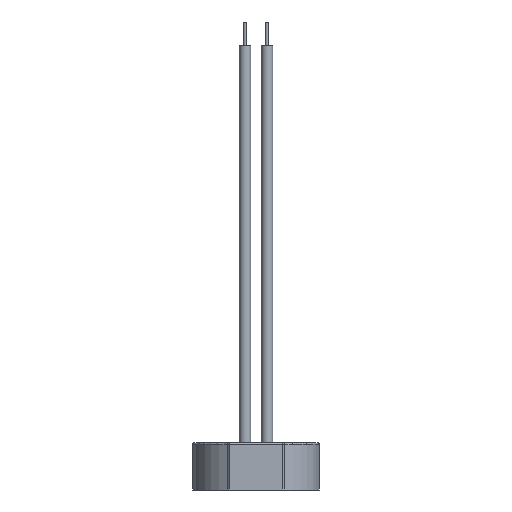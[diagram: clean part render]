
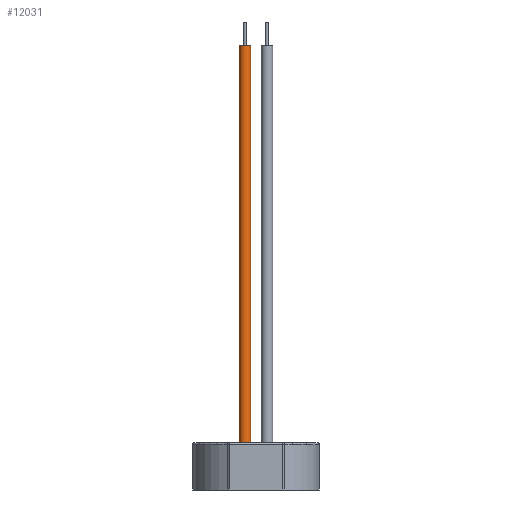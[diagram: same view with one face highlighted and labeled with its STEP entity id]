
A CAD part, front view. The second image highlights one B-rep face of the part: STEP entity #12031.
In plain terms, the highlighted cylindrical face has radius 0.991 mm (diameter 1.981 mm), a partial arc.
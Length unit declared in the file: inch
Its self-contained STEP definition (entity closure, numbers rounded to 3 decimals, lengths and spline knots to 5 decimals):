
#584 = CARTESIAN_POINT ( 'NONE',  ( -0.075, -0.565, 2.713 ) ) ;
#1028 = EDGE_CURVE ( 'NONE', #10801, #16054, #5891, .T. ) ;
#1126 = VERTEX_POINT ( 'NONE', #8105 ) ;
#1490 = CIRCLE ( 'NONE', #14524, 0.039 ) ;
#1706 = ORIENTED_EDGE ( 'NONE', *, *, #1028, .T. ) ;
#2562 = DIRECTION ( 'NONE',  ( 0., 0., -1. ) ) ;
#2625 = CARTESIAN_POINT ( 'NONE',  ( -0.075, -0.565, 0. ) ) ;
#3371 = ORIENTED_EDGE ( 'NONE', *, *, #18289, .T. ) ;
#4631 = CARTESIAN_POINT ( 'NONE',  ( -0.075, -0.565, 2.713 ) ) ;
#4887 = AXIS2_PLACEMENT_3D ( 'NONE', #2625, #6460, #15211 ) ;
#4990 = EDGE_CURVE ( 'NONE', #10801, #17306, #1490, .T. ) ;
#5645 = AXIS2_PLACEMENT_3D ( 'NONE', #4631, #17450, #20633 ) ;
#5891 = LINE ( 'NONE', #9174, #11461 ) ;
#6460 = DIRECTION ( 'NONE',  ( 0., 0., 1. ) ) ;
#8060 = CARTESIAN_POINT ( 'NONE',  ( -0.036, -0.565, 2.713 ) ) ;
#8105 = CARTESIAN_POINT ( 'NONE',  ( -0.036, -0.565, 0. ) ) ;
#9174 = CARTESIAN_POINT ( 'NONE',  ( -0.114, -0.565, 2.713 ) ) ;
#10129 = LINE ( 'NONE', #22286, #19049 ) ;
#10131 = CARTESIAN_POINT ( 'NONE',  ( -0.114, -0.565, 2.713 ) ) ;
#10801 = VERTEX_POINT ( 'NONE', #10131 ) ;
#11461 = VECTOR ( 'NONE', #20020, 39.37008 ) ;
#12031 = ADVANCED_FACE ( 'NONE', ( #19206 ), #15700, .T. ) ;
#13233 = EDGE_LOOP ( 'NONE', ( #16018, #19103, #1706, #3371 ) ) ;
#13483 = CIRCLE ( 'NONE', #4887, 0.039 ) ;
#14524 = AXIS2_PLACEMENT_3D ( 'NONE', #584, #14711, #21839 ) ;
#14711 = DIRECTION ( 'NONE',  ( 0., 0., 1. ) ) ;
#15211 = DIRECTION ( 'NONE',  ( 1., 0., 0. ) ) ;
#15700 = CYLINDRICAL_SURFACE ( 'NONE', #5645, 0.039 ) ;
#16018 = ORIENTED_EDGE ( 'NONE', *, *, #17667, .F. ) ;
#16054 = VERTEX_POINT ( 'NONE', #23025 ) ;
#17306 = VERTEX_POINT ( 'NONE', #8060 ) ;
#17450 = DIRECTION ( 'NONE',  ( 0., 0., -1. ) ) ;
#17667 = EDGE_CURVE ( 'NONE', #17306, #1126, #10129, .T. ) ;
#18289 = EDGE_CURVE ( 'NONE', #16054, #1126, #13483, .T. ) ;
#19049 = VECTOR ( 'NONE', #2562, 39.37008 ) ;
#19103 = ORIENTED_EDGE ( 'NONE', *, *, #4990, .F. ) ;
#19206 = FACE_OUTER_BOUND ( 'NONE', #13233, .T. ) ;
#20020 = DIRECTION ( 'NONE',  ( 0., 0., -1. ) ) ;
#20633 = DIRECTION ( 'NONE',  ( -1., 0., 0. ) ) ;
#21839 = DIRECTION ( 'NONE',  ( 1., 0., 0. ) ) ;
#22286 = CARTESIAN_POINT ( 'NONE',  ( -0.036, -0.565, 2.713 ) ) ;
#23025 = CARTESIAN_POINT ( 'NONE',  ( -0.114, -0.565, 0. ) ) ;
